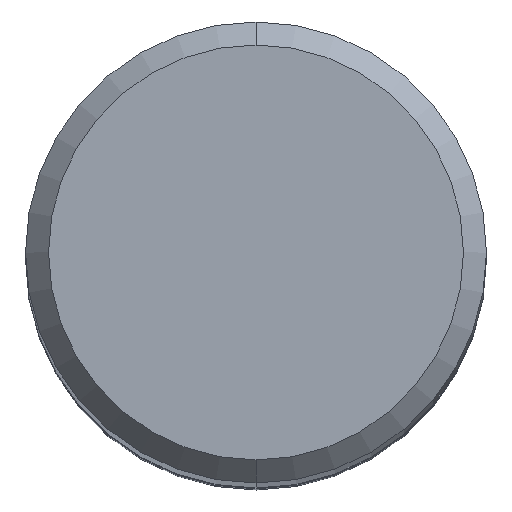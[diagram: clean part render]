
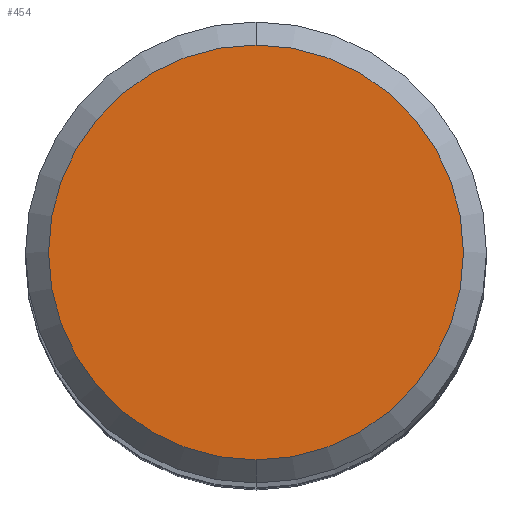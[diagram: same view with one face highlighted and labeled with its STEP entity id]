
A CAD part, top view. The second image highlights one B-rep face of the part: STEP entity #454.
In plain terms, the highlighted planar face has unit normal (0, 0, 1).
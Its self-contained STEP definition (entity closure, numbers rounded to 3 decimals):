
#252=VERTEX_POINT('',#592);
#316=EDGE_CURVE('',#374,#252,#662,.T.);
#336=EDGE_CURVE('',#252,#374,#683,.T.);
#374=VERTEX_POINT('',#723);
#454=ADVANCED_FACE('',(#814),#815,.T.);
#592=CARTESIAN_POINT('',(0.0,3.6,0.0));
#662=CIRCLE('',#1136,3.6);
#683=CIRCLE('',#1173,3.6);
#723=CARTESIAN_POINT('',(0.,-3.6,0.0));
#814=FACE_OUTER_BOUND('',#1451,.T.);
#815=PLANE('',#1452);
#1136=AXIS2_PLACEMENT_3D('',#1713,#1714,#1715);
#1173=AXIS2_PLACEMENT_3D('',#1731,#1732,#1733);
#1451=EDGE_LOOP('',(#1885,#1886));
#1452=AXIS2_PLACEMENT_3D('',#1887,#1888,#1889);
#1713=CARTESIAN_POINT('',(0.0,0.0,0.0));
#1714=DIRECTION('',(0.0,0.0,-1.0));
#1715=DIRECTION('',(0.0,1.0,0.0));
#1731=CARTESIAN_POINT('',(0.0,0.0,0.0));
#1732=DIRECTION('',(0.0,0.0,-1.0));
#1733=DIRECTION('',(0.0,1.0,0.0));
#1885=ORIENTED_EDGE('',*,*,#336,.F.);
#1886=ORIENTED_EDGE('',*,*,#316,.F.);
#1887=CARTESIAN_POINT('',(0.0,1.8,0.0));
#1888=DIRECTION('',(-0.0,0.0,1.0));
#1889=DIRECTION('',(0.0,-1.0,0.0));
